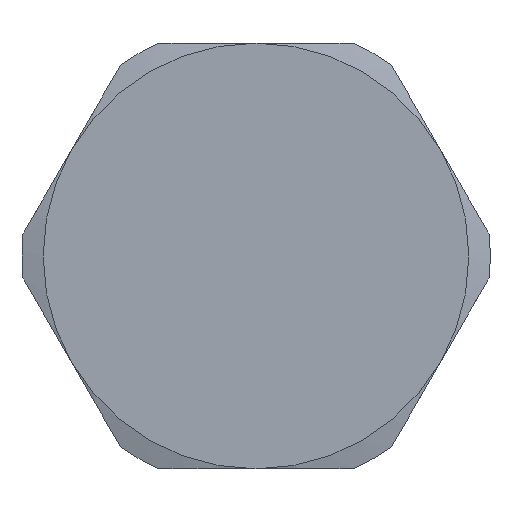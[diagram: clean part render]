
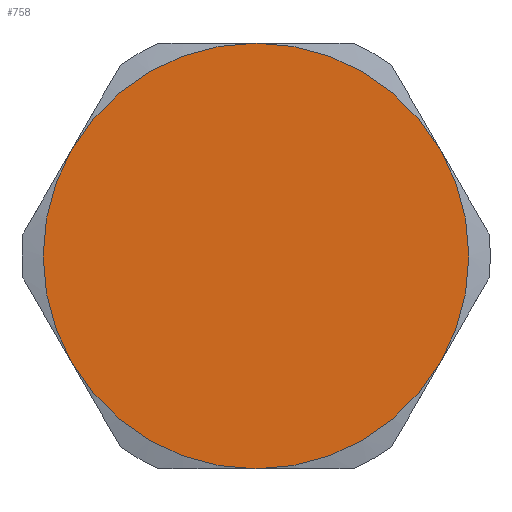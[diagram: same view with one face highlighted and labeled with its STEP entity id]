
A CAD part, left-side view. The second image highlights one B-rep face of the part: STEP entity #758.
In plain terms, the highlighted planar face has unit normal (-1, 0, 0).
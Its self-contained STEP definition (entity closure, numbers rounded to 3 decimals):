
#2 = DIRECTION ( 'NONE',  ( 1., 0., 0. ) ) ;
#3 = DIRECTION ( 'NONE',  ( 0., 0., -1. ) ) ;
#30 = DIRECTION ( 'NONE',  ( 0., 0., -1. ) ) ;
#60 = EDGE_CURVE ( 'NONE', #983, #452, #951, .T. ) ;
#69 = AXIS2_PLACEMENT_3D ( 'NONE', #1224, #651, #30 ) ;
#99 = EDGE_CURVE ( 'NONE', #347, #1284, #1116, .T. ) ;
#139 = CIRCLE ( 'NONE', #1068, 27.5 ) ;
#146 = CARTESIAN_POINT ( 'NONE',  ( 0., -23.816, -13.75 ) ) ;
#161 = CARTESIAN_POINT ( 'NONE',  ( 0., -23.816, 13.75 ) ) ;
#209 = CARTESIAN_POINT ( 'NONE',  ( 0., 0., -27.5 ) ) ;
#241 = VERTEX_POINT ( 'NONE', #432 ) ;
#242 = ORIENTED_EDGE ( 'NONE', *, *, #60, .F. ) ;
#287 = CARTESIAN_POINT ( 'NONE',  ( 0., 0., 0. ) ) ;
#308 = VERTEX_POINT ( 'NONE', #894 ) ;
#336 = ORIENTED_EDGE ( 'NONE', *, *, #1078, .F. ) ;
#347 = VERTEX_POINT ( 'NONE', #209 ) ;
#392 = DIRECTION ( 'NONE',  ( 0., 0., -1. ) ) ;
#411 = EDGE_CURVE ( 'NONE', #308, #983, #972, .T. ) ;
#432 = CARTESIAN_POINT ( 'NONE',  ( 0., 23.816, 13.75 ) ) ;
#452 = VERTEX_POINT ( 'NONE', #146 ) ;
#478 = CARTESIAN_POINT ( 'NONE',  ( 0., 0., 0. ) ) ;
#498 = ORIENTED_EDGE ( 'NONE', *, *, #736, .T. ) ;
#511 = AXIS2_PLACEMENT_3D ( 'NONE', #478, #1171, #581 ) ;
#520 = CARTESIAN_POINT ( 'NONE',  ( 0., 0., 0. ) ) ;
#544 = DIRECTION ( 'NONE',  ( 1., 0., 0. ) ) ;
#581 = DIRECTION ( 'NONE',  ( 0., 0., -1. ) ) ;
#587 = AXIS2_PLACEMENT_3D ( 'NONE', #287, #987, #392 ) ;
#619 = CARTESIAN_POINT ( 'NONE',  ( 0., 0., 0. ) ) ;
#626 = DIRECTION ( 'NONE',  ( 0., 0., 1. ) ) ;
#627 = DIRECTION ( 'NONE',  ( 1., 0., 0. ) ) ;
#651 = DIRECTION ( 'NONE',  ( 1., 0., 0. ) ) ;
#667 = CIRCLE ( 'NONE', #69, 27.5 ) ;
#672 = ORIENTED_EDGE ( 'NONE', *, *, #99, .F. ) ;
#673 = EDGE_LOOP ( 'NONE', ( #672, #698, #242, #1126, #498, #336 ) ) ;
#688 = CARTESIAN_POINT ( 'NONE',  ( 0., 23.816, -13.75 ) ) ;
#698 = ORIENTED_EDGE ( 'NONE', *, *, #1031, .F. ) ;
#720 = DIRECTION ( 'NONE',  ( 0., 0., -1. ) ) ;
#736 = EDGE_CURVE ( 'NONE', #308, #241, #139, .T. ) ;
#758 = ADVANCED_FACE ( 'NONE', ( #911 ), #1114, .F. ) ;
#759 = AXIS2_PLACEMENT_3D ( 'NONE', #1204, #627, #3 ) ;
#894 = CARTESIAN_POINT ( 'NONE',  ( 0., 0., 27.5 ) ) ;
#911 = FACE_OUTER_BOUND ( 'NONE', #673, .T. ) ;
#951 = CIRCLE ( 'NONE', #511, 27.5 ) ;
#972 = CIRCLE ( 'NONE', #759, 27.5 ) ;
#983 = VERTEX_POINT ( 'NONE', #161 ) ;
#987 = DIRECTION ( 'NONE',  ( 1., 0., 0. ) ) ;
#1031 = EDGE_CURVE ( 'NONE', #452, #347, #1183, .T. ) ;
#1068 = AXIS2_PLACEMENT_3D ( 'NONE', #520, #1203, #626 ) ;
#1078 = EDGE_CURVE ( 'NONE', #1284, #241, #667, .T. ) ;
#1114 = PLANE ( 'NONE',  #1248 ) ;
#1116 = CIRCLE ( 'NONE', #587, 27.5 ) ;
#1126 = ORIENTED_EDGE ( 'NONE', *, *, #411, .F. ) ;
#1132 = CARTESIAN_POINT ( 'NONE',  ( 0., 0., 0. ) ) ;
#1171 = DIRECTION ( 'NONE',  ( 1., 0., 0. ) ) ;
#1172 = AXIS2_PLACEMENT_3D ( 'NONE', #1132, #544, #1219 ) ;
#1183 = CIRCLE ( 'NONE', #1172, 27.5 ) ;
#1203 = DIRECTION ( 'NONE',  ( -1., 0., 0. ) ) ;
#1204 = CARTESIAN_POINT ( 'NONE',  ( 0., 0., 0. ) ) ;
#1219 = DIRECTION ( 'NONE',  ( 0., 0., -1. ) ) ;
#1224 = CARTESIAN_POINT ( 'NONE',  ( 0., 0., 0. ) ) ;
#1248 = AXIS2_PLACEMENT_3D ( 'NONE', #619, #2, #720 ) ;
#1284 = VERTEX_POINT ( 'NONE', #688 ) ;
